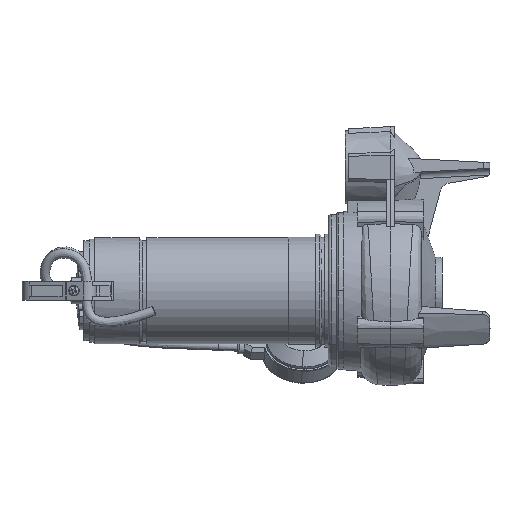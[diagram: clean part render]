
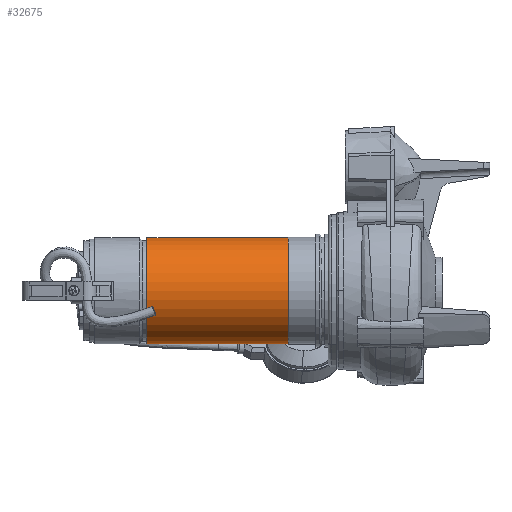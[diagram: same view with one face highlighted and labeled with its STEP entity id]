
A CAD part, left-side view. The second image highlights one B-rep face of the part: STEP entity #32675.
In plain terms, the highlighted cylindrical face has radius 56 mm (diameter 112 mm), a partial arc.
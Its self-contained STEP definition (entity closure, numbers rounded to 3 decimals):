
#625 = DIRECTION ( 'NONE',  ( 0., 0., -1. ) ) ;
#1126 = ORIENTED_EDGE ( 'NONE', *, *, #7146, .T. ) ;
#1474 = EDGE_CURVE ( 'NONE', #24278, #4573, #19862, .T. ) ;
#1899 = ORIENTED_EDGE ( 'NONE', *, *, #13786, .F. ) ;
#4573 = VERTEX_POINT ( 'NONE', #11475 ) ;
#5502 = AXIS2_PLACEMENT_3D ( 'NONE', #47037, #39802, #24865 ) ;
#5780 = CIRCLE ( 'NONE', #21196, 56. ) ;
#5906 = ORIENTED_EDGE ( 'NONE', *, *, #27906, .T. ) ;
#7146 = EDGE_CURVE ( 'NONE', #36589, #24278, #9551, .T. ) ;
#9551 = LINE ( 'NONE', #36049, #29985 ) ;
#10160 = CYLINDRICAL_SURFACE ( 'NONE', #5502, 56. ) ;
#11475 = CARTESIAN_POINT ( 'NONE',  ( 0., 51., -56. ) ) ;
#12040 = CARTESIAN_POINT ( 'NONE',  ( 0., 200., -56. ) ) ;
#13786 = EDGE_CURVE ( 'NONE', #42488, #4573, #36864, .T. ) ;
#18100 = FACE_OUTER_BOUND ( 'NONE', #19137, .T. ) ;
#19025 = DIRECTION ( 'NONE',  ( 0., -1., 0. ) ) ;
#19137 = EDGE_LOOP ( 'NONE', ( #5906, #1126, #46950, #1899 ) ) ;
#19862 = CIRCLE ( 'NONE', #26000, 56. ) ;
#21196 = AXIS2_PLACEMENT_3D ( 'NONE', #25924, #22561, #625 ) ;
#22561 = DIRECTION ( 'NONE',  ( 0., -1., 0. ) ) ;
#24189 = DIRECTION ( 'NONE',  ( 0., 1., 0. ) ) ;
#24278 = VERTEX_POINT ( 'NONE', #45337 ) ;
#24425 = DIRECTION ( 'NONE',  ( 0., 0., -1. ) ) ;
#24865 = DIRECTION ( 'NONE',  ( 0., 0., -1. ) ) ;
#25924 = CARTESIAN_POINT ( 'NONE',  ( 0., 200., 0. ) ) ;
#26000 = AXIS2_PLACEMENT_3D ( 'NONE', #27803, #24189, #24425 ) ;
#27803 = CARTESIAN_POINT ( 'NONE',  ( 0., 51., 0. ) ) ;
#27906 = EDGE_CURVE ( 'NONE', #42488, #36589, #5780, .T. ) ;
#29985 = VECTOR ( 'NONE', #38714, 1000. ) ;
#31049 = VECTOR ( 'NONE', #19025, 1000. ) ;
#32675 = ADVANCED_FACE ( 'NONE', ( #18100 ), #10160, .T. ) ;
#36049 = CARTESIAN_POINT ( 'NONE',  ( 0., 200., 56. ) ) ;
#36589 = VERTEX_POINT ( 'NONE', #42630 ) ;
#36864 = LINE ( 'NONE', #12040, #31049 ) ;
#38714 = DIRECTION ( 'NONE',  ( 0., -1., 0. ) ) ;
#39802 = DIRECTION ( 'NONE',  ( 0., -1., 0. ) ) ;
#41485 = CARTESIAN_POINT ( 'NONE',  ( 0., 200., -56. ) ) ;
#42488 = VERTEX_POINT ( 'NONE', #41485 ) ;
#42630 = CARTESIAN_POINT ( 'NONE',  ( 0., 200., 56. ) ) ;
#45337 = CARTESIAN_POINT ( 'NONE',  ( 0., 51., 56. ) ) ;
#46950 = ORIENTED_EDGE ( 'NONE', *, *, #1474, .T. ) ;
#47037 = CARTESIAN_POINT ( 'NONE',  ( 0., 200., 0. ) ) ;
